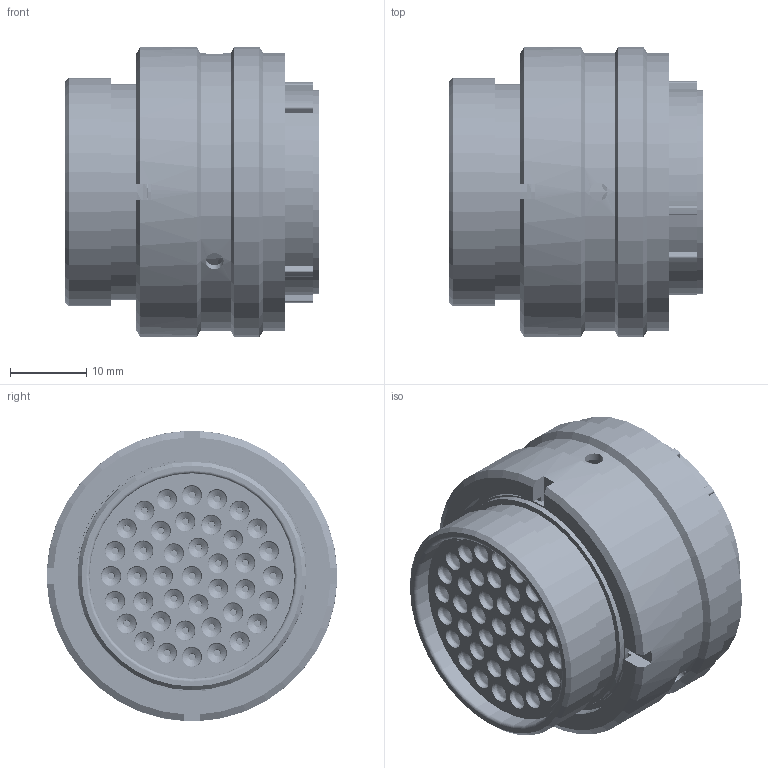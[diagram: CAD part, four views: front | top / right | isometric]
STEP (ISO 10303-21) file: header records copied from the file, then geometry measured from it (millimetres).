
FILE_DESCRIPTION (( 'STEP AP214' ), '1' );
FILE_NAME ('AS620-41PN.STEP', '2017-08-07T15:26:06', ( '' ), ( '' ), 'SwSTEP 2.0', 'SolidWorks 2015', '' );
FILE_SCHEMA (( 'AUTOMOTIVE_DESIGN' ));
Length unit declared in the file: inch
Products named in the file (1): AS620-41PN
Bounding box: 33.37 x 38.1 x 38.1 mm (x, y, z)
Volume: 16021.4 mm3; surface area: 20281 mm2
Topology: 3 solids, 5 shells, 5016 faces, 11080 edges, 6531 vertices
Faces by surface type: cylinder 1670, torus 1482, plane 937, cone 914, bspline 9, sphere 4
Entity records: 209592 total; most frequent: CARTESIAN_POINT 34950, DIRECTION 25244, ORIENTED_EDGE 22140, AXIS2_PLACEMENT_3D 11202, EDGE_CURVE 11070, VERTEX_POINT 6525, CIRCLE 6196, EDGE_LOOP 5571
